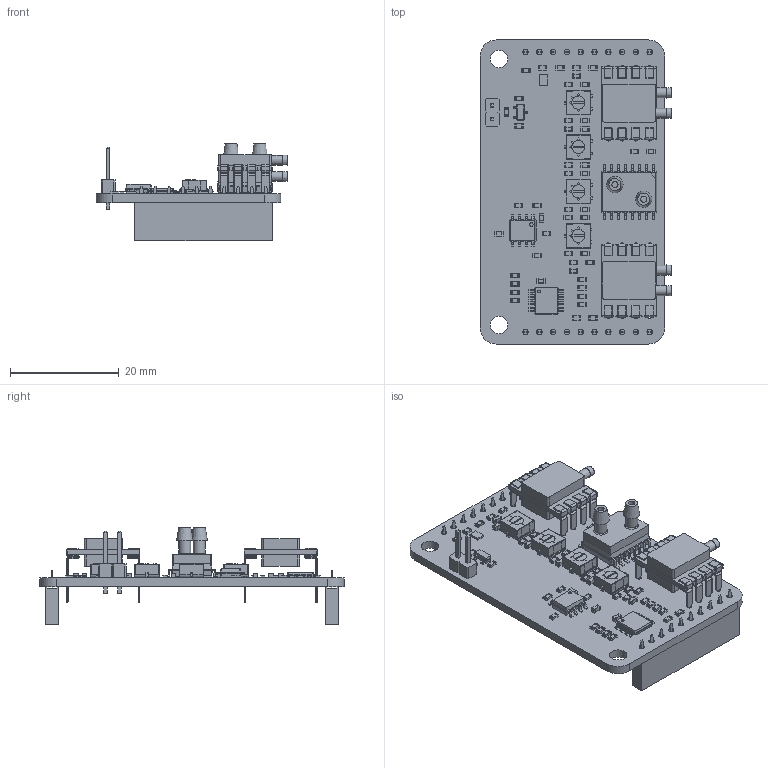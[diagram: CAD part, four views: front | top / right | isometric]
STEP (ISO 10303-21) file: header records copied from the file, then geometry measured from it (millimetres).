
FILE_DESCRIPTION(/* description */ (''),/* implementation_level */ '2;1');
FILE_NAME(/* name */ 'TMCM-0021 v1.0.step',/* time_stamp */ '2020-06-11T16:52:47+03:00',/* author */ (''),/* organization */ (''),/* preprocessor_version */ 'ST-DEVELOPER v18.1',/* originating_system */ 'Autodesk Translation Framework v9.3.0.1241',/* authorisation */ '');
FILE_SCHEMA (('AUTOMOTIVE_DESIGN { 1 0 10303 214 3 1 1 }'));
Products named in the file (24): Open CASCADE STEP translator 6.9 1; SSCDRRN160MGAA5; COMPOUND; SOT-23; SOLID (1); PinSocket_1x10_P2.54mm_Vertical; SOLID (3); SOIC-8_3.9x4.9mm_P1.27mm; SOLID (4); Potentiometer_Bourns_3314J_Vertical; SOLID (2); TSSOP-14_4.4x5mm_P0.65mm; SOLID (5); SOIC-16W_7.5x10.3mm_P1.27mm_SM933X; COMPOUND (1); R_0603_1608Metric; SOLID; PinHeader_1x02_P2.54mm_Vertical; SOLID (6); ADS7142IRUGR; COMPOUND (2); C_0603_1608Metric; SOLID (7); COMPOUND (3)
Assembly tree (73 placements, depth 3):
  Open CASCADE STEP translator 6.9 1
    SSCDRRN160MGAA5  x2
      COMPOUND
    PinSocket_1x10_P2.54mm_Vertical  x2
      SOLID (3)
    R_0603_1608Metric  x38
      SOLID
    SOT-23
      SOLID (1)
    Potentiometer_Bourns_3314J_Vertical  x4
      SOLID (2)
    SOIC-8_3.9x4.9mm_P1.27mm
      SOLID (4)
    TSSOP-14_4.4x5mm_P0.65mm
      SOLID (5)
    SOIC-16W_7.5x10.3mm_P1.27mm_SM933X
      COMPOUND (1)
    PinHeader_1x02_P2.54mm_Vertical
      SOLID (6)
    ADS7142IRUGR
      COMPOUND (2)
    C_0603_1608Metric  x9
      SOLID (7)
    COMPOUND (3)
Bounding box: 35.32 x 56 x 18.02 mm (x, y, z)
Volume: 5354 mm3; surface area: 9501.7 mm2
Topology: 97 solids, 97 shells, 5218 faces, 12938 edges, 8016 vertices
Faces by surface type: plane 3044, cylinder 1558, torus 402, bspline 192, sphere 16, cone 6
Full cylindrical faces by diameter (mm): 0.5 x1, 0.6 x1, 0.813 x16, 1 x30, 1.14 x2, 1.8 x4, 2.21 x2, 3.2 x2
Entity records: 72804 total; most frequent: CARTESIAN_POINT 12816, DIRECTION 12412, ORIENTED_EDGE 11828, EDGE_CURVE 5914, LINE 4220, VECTOR 4220, AXIS2_PLACEMENT_3D 4096, VERTEX_POINT 3636
